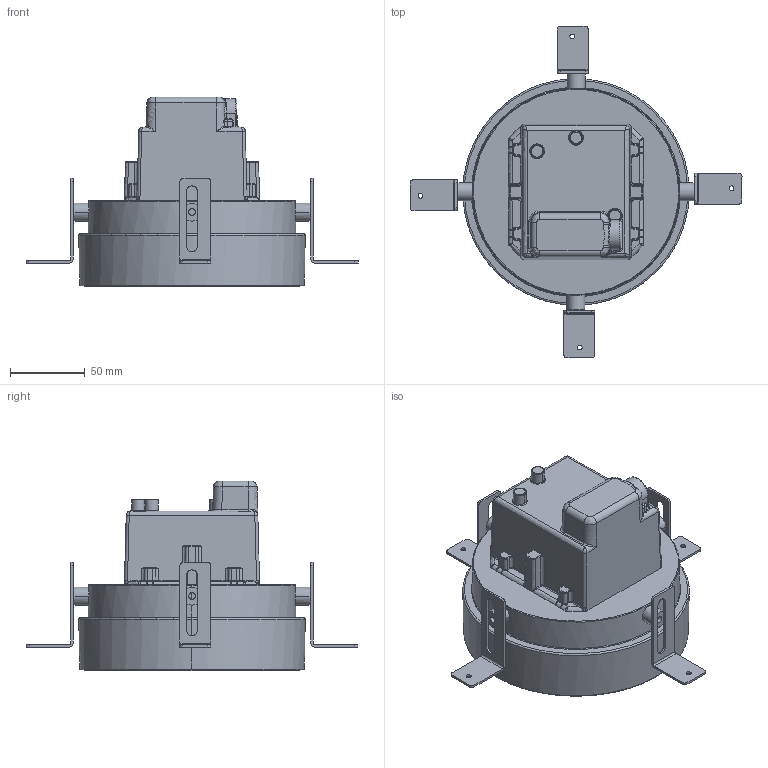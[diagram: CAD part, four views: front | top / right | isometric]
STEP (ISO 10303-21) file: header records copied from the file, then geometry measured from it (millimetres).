
FILE_DESCRIPTION(/* description */ (''),/* implementation_level */ '2;1');
FILE_NAME(/* name */ 'T413050_EGO 150 VETRO DL TONDO',/* time_stamp */ '2018-02-02T16:54:30+01:00',/* author */ (''),/* organization */ (''),/* preprocessor_version */ 'ST-DEVELOPER v15',/* originating_system */ '',/* authorisation */ '');
FILE_SCHEMA (('CONFIG_CONTROL_DESIGN'));
Length unit declared in the file: millimetre
Products named in the file (1): Document
Bounding box: 221.63 x 221.62 x 126.72 mm (x, y, z)
Volume: 394411.3 mm3; surface area: 191313.9 mm2
Topology: 13 solids, 14 shells, 984 faces, 2378 edges, 1355 vertices
Faces by surface type: bspline 798, plane 186
Entity records: 42769 total; most frequent: CARTESIAN_POINT 29878, ORIENTED_EDGE 4596, EDGE_CURVE 2314, VERTEX_POINT 1355, EDGE_LOOP 1035, ADVANCED_FACE 984, FACE_OUTER_BOUND 984, B_SPLINE_CURVE_WITH_KNOTS 876
